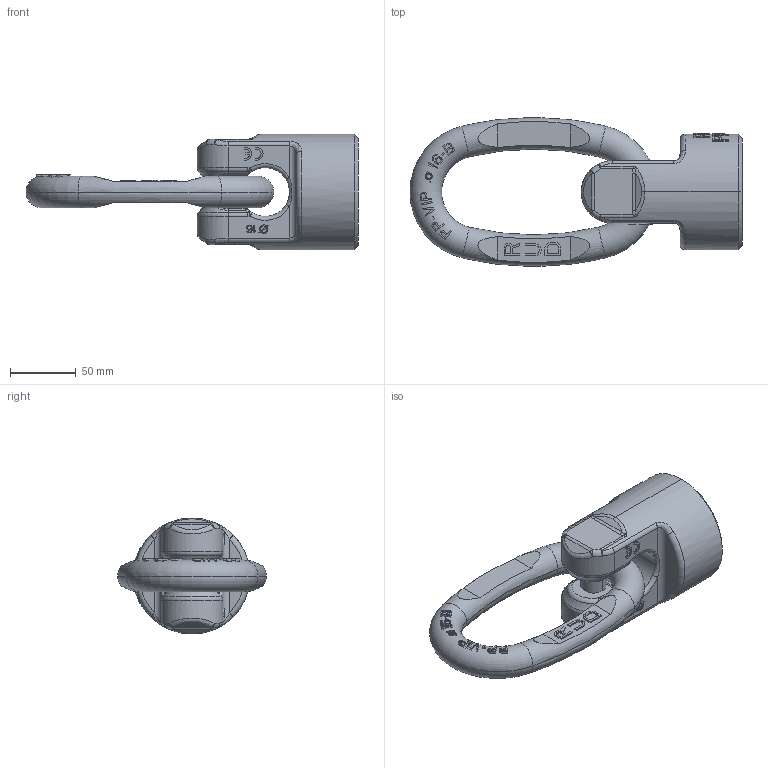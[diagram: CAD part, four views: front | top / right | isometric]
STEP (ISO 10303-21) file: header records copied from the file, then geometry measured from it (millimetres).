
FILE_DESCRIPTION((''),'2;1');
FILE_NAME('001-M31342-P-50_ASM','2019-03-15T',('anja.joas'),(''),'PRO/ENGINEER BY PARAMETRIC TECHNOLOGY CORPORATION, 2011490','PRO/ENGINEER BY PARAMETRIC TECHNOLOGY CORPORATION, 2011490','');
FILE_SCHEMA(('CONFIG_CONTROL_DESIGN'));
Length unit declared in the file: millimetre
Products named in the file (3): 001-M31342-P-20_AF0; 001-M31290-005; 001-M31342-P-50_ASM
Assembly tree (2 placements, depth 2):
  001-M31342-P-50_ASM
    001-M31342-P-20_AF0
    001-M31290-005
Bounding box: 252 x 113.01 x 88 mm (x, y, z)
Volume: 654363.4 mm3; surface area: 74949.8 mm2
Topology: 2 solids, 2 shells, 818 faces, 2179 edges, 1410 vertices
Faces by surface type: plane 631, bspline 76, cylinder 70, torus 31, sphere 8, cone 2
Entity records: 29149 total; most frequent: CARTESIAN_POINT 10053, ORIENTED_EDGE 4358, DIRECTION 3306, EDGE_CURVE 2179, VERTEX_POINT 1410, VECTOR 1274, LINE 1274, AXIS2_PLACEMENT_3D 1016
